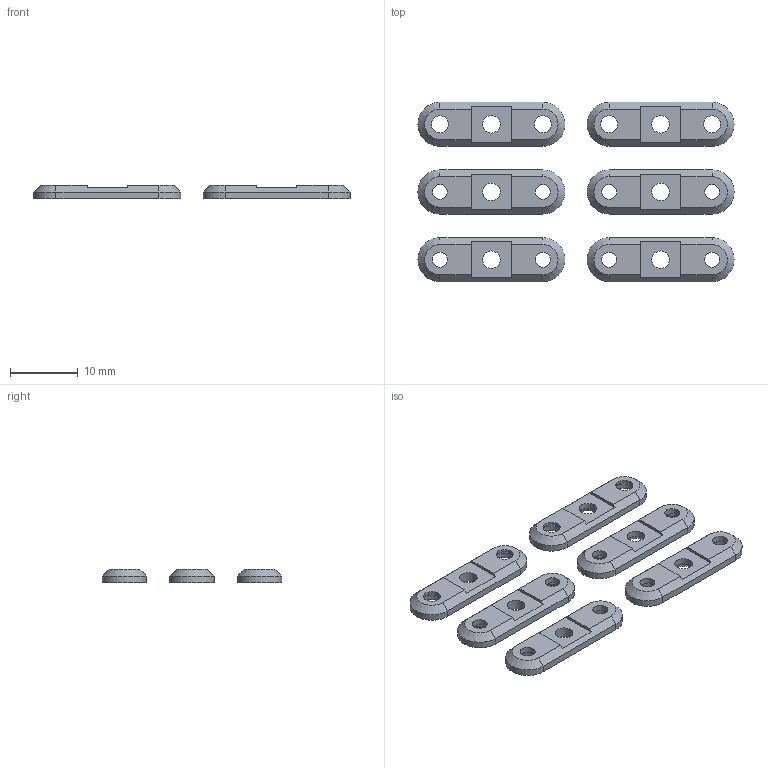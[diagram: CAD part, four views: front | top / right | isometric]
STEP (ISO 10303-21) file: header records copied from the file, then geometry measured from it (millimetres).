
FILE_DESCRIPTION(/* description */ (''),/* implementation_level */ '2;1');
FILE_NAME(/* name */ 'shuffle-bottom-v.1.00.step',/* time_stamp */ '2025-11-07T00:30:13+03:00',/* author */ (''),/* organization */ (''),/* preprocessor_version */ 'ST-DEVELOPER v20.1',/* originating_system */ 'Autodesk Translation Framework v14.17.0.0',/* authorisation */ '');
FILE_SCHEMA (('AUTOMOTIVE_DESIGN { 1 0 10303 214 3 1 1 }'));
Length unit declared in the file: millimetre
Products named in the file (1): (Unsaved)
Bounding box: 46.7 x 26.5 x 2 mm (x, y, z)
Volume: 1142.8 mm3; surface area: 2106.7 mm2
Topology: 6 solids, 6 shells, 132 faces, 306 edges, 186 vertices
Faces by surface type: plane 60, cylinder 45, cone 27
Full cylindrical faces by diameter (mm): 2.2 x8, 2.5 x4, 2.6 x6, 2.8 x4, 3.4 x3, 3.8 x4, 4.1 x4
Entity records: 3800 total; most frequent: DIRECTION 674, CARTESIAN_POINT 625, ORIENTED_EDGE 612, EDGE_CURVE 306, AXIS2_PLACEMENT_3D 235, LINE 204, VECTOR 204, VERTEX_POINT 186
